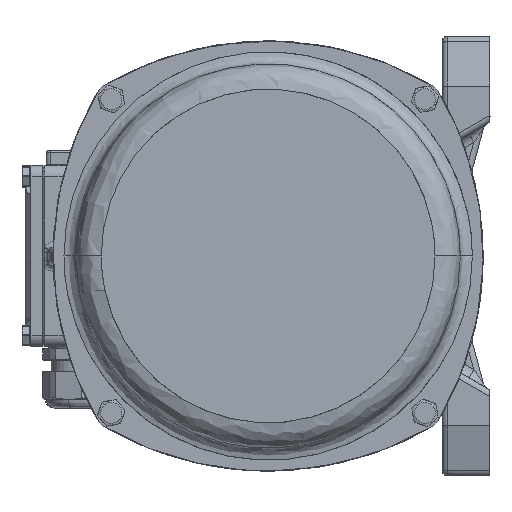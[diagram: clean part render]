
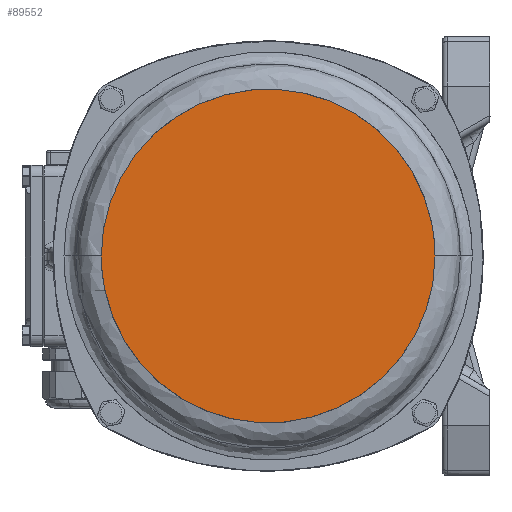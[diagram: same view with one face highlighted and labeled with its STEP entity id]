
A CAD part, left-side view. The second image highlights one B-rep face of the part: STEP entity #89552.
In plain terms, the highlighted planar face has unit normal (-1, 0, 0).
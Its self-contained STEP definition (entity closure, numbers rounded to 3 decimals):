
#1809 = CARTESIAN_POINT ( 'NONE',  ( 237.128, 133.13, -86.126 ) ) ;
#10041 = CARTESIAN_POINT ( 'NONE',  ( 237.128, 196.738, 33.443 ) ) ;
#12876 = CARTESIAN_POINT ( 'NONE',  ( 237.128, 116.001, -87.812 ) ) ;
#13412 = CARTESIAN_POINT ( 'NONE',  ( 237.128, 203.25, 0. ) ) ;
#18914 = PLANE ( 'NONE',  #161274 ) ;
#20010 = DIRECTION ( 'NONE',  ( 0., 0., -1. ) ) ;
#20666 = CARTESIAN_POINT ( 'NONE',  ( 237.128, 203.25, 0. ) ) ;
#25121 = CARTESIAN_POINT ( 'NONE',  ( 237.128, 186.334, -52.163 ) ) ;
#37879 = CARTESIAN_POINT ( 'NONE',  ( 237.128, 196.738, -33.443 ) ) ;
#39494 = CARTESIAN_POINT ( 'NONE',  ( 237.128, 34.872, -33.604 ) ) ;
#41628 = EDGE_LOOP ( 'NONE', ( #142608, #143583 ) ) ;
#45610 = CARTESIAN_POINT ( 'NONE',  ( 237.128, 53.907, 62.093 ) ) ;
#46146 = CARTESIAN_POINT ( 'NONE',  ( 237.128, 42.987, 48.786 ) ) ;
#47233 = CARTESIAN_POINT ( 'NONE',  ( 237.128, 157.195, 77.071 ) ) ;
#47999 = B_SPLINE_CURVE_WITH_KNOTS ( 'NONE', 3,
 ( #20666, #97544, #110303, #122960, #159516, #10041, #134621, #60490, #85908, #83743, #109211, #47233, #135711, #148442, #98091, #136243, #121899, #108669, #45610, #46146, #58858, #86989, #162782, #75925 ),
 .UNSPECIFIED., .F., .F.,
 ( 4, 1, 1, 1, 1, 1, 1, 1, 1, 1, 1, 1, 1, 1, 1, 1, 1, 1, 1, 1, 1, 4 ),
 ( 0., 0.031, 0.063, 0.094, 0.125, 0.156, 0.203, 0.25, 0.281, 0.313, 0.344, 0.375, 0.438, 0.5, 0.563, 0.625, 0.688, 0.75, 0.813, 0.875, 0.938, 1. ),
 .UNSPECIFIED. ) ;
#50612 = CARTESIAN_POINT ( 'NONE',  ( 237.128, 28.75, -5.71 ) ) ;
#52760 = CARTESIAN_POINT ( 'NONE',  ( 237.128, 157.195, -77.071 ) ) ;
#58858 = CARTESIAN_POINT ( 'NONE',  ( 237.128, 34.872, 33.604 ) ) ;
#60490 = CARTESIAN_POINT ( 'NONE',  ( 237.128, 186.334, 52.163 ) ) ;
#63307 = CARTESIAN_POINT ( 'NONE',  ( 237.128, 29.875, -17.131 ) ) ;
#63849 = CARTESIAN_POINT ( 'NONE',  ( 237.128, 203.25, -2.854 ) ) ;
#64931 = CARTESIAN_POINT ( 'NONE',  ( 237.128, 98.869, -86.125 ) ) ;
#69856 = CARTESIAN_POINT ( 'NONE',  ( 237.128, 290.5, 174.5 ) ) ;
#75925 = CARTESIAN_POINT ( 'NONE',  ( 237.128, 28.75, 0. ) ) ;
#77858 = CARTESIAN_POINT ( 'NONE',  ( 237.128, 28.75, 0. ) ) ;
#79130 = VERTEX_POINT ( 'NONE', #155019 ) ;
#83743 = CARTESIAN_POINT ( 'NONE',  ( 237.128, 171.44, 67.553 ) ) ;
#85908 = CARTESIAN_POINT ( 'NONE',  ( 237.128, 178.851, 60.837 ) ) ;
#86989 = CARTESIAN_POINT ( 'NONE',  ( 237.128, 29.875, 17.131 ) ) ;
#89257 = CARTESIAN_POINT ( 'NONE',  ( 237.128, 53.907, -62.093 ) ) ;
#89552 = ADVANCED_FACE ( 'NONE', ( #97067 ), #18914, .T. ) ;
#92337 = EDGE_CURVE ( 'NONE', #156498, #79130, #112617, .T. ) ;
#96354 = DIRECTION ( 'NONE',  ( -1., 0., 0. ) ) ;
#97067 = FACE_OUTER_BOUND ( 'NONE', #41628, .T. ) ;
#97544 = CARTESIAN_POINT ( 'NONE',  ( 237.128, 203.25, 2.854 ) ) ;
#98091 = CARTESIAN_POINT ( 'NONE',  ( 237.128, 116.001, 87.812 ) ) ;
#108669 = CARTESIAN_POINT ( 'NONE',  ( 237.128, 67.214, 73.013 ) ) ;
#109211 = CARTESIAN_POINT ( 'NONE',  ( 237.128, 164.552, 72.662 ) ) ;
#110303 = CARTESIAN_POINT ( 'NONE',  ( 237.128, 202.97, 8.566 ) ) ;
#112617 = B_SPLINE_CURVE_WITH_KNOTS ( 'NONE', 3,
 ( #115248, #50612, #63307, #39494, #114720, #89257, #127957, #140706, #64931, #12876, #1809, #126867, #52760, #151292, #139614, #163980, #25121, #113648, #37879, #126332, #114192, #152367, #63849, #13412 ),
 .UNSPECIFIED., .F., .F.,
 ( 4, 1, 1, 1, 1, 1, 1, 1, 1, 1, 1, 1, 1, 1, 1, 1, 1, 1, 1, 1, 1, 4 ),
 ( 0., 0.062, 0.125, 0.187, 0.25, 0.312, 0.375, 0.437, 0.5, 0.562, 0.625, 0.656, 0.687, 0.719, 0.75, 0.797, 0.844, 0.875, 0.906, 0.937, 0.969, 1. ),
 .UNSPECIFIED. ) ;
#113648 = CARTESIAN_POINT ( 'NONE',  ( 237.128, 192.462, -42.485 ) ) ;
#114192 = CARTESIAN_POINT ( 'NONE',  ( 237.128, 201.711, -17.049 ) ) ;
#114720 = CARTESIAN_POINT ( 'NONE',  ( 237.128, 42.987, -48.786 ) ) ;
#115248 = CARTESIAN_POINT ( 'NONE',  ( 237.128, 28.75, 0. ) ) ;
#121899 = CARTESIAN_POINT ( 'NONE',  ( 237.128, 82.396, 81.128 ) ) ;
#122960 = CARTESIAN_POINT ( 'NONE',  ( 237.128, 201.711, 17.049 ) ) ;
#126332 = CARTESIAN_POINT ( 'NONE',  ( 237.128, 199.627, -25.368 ) ) ;
#126867 = CARTESIAN_POINT ( 'NONE',  ( 237.128, 146.868, -81.957 ) ) ;
#127957 = CARTESIAN_POINT ( 'NONE',  ( 237.128, 67.214, -73.013 ) ) ;
#134621 = CARTESIAN_POINT ( 'NONE',  ( 237.128, 192.462, 42.485 ) ) ;
#135711 = CARTESIAN_POINT ( 'NONE',  ( 237.128, 146.868, 81.957 ) ) ;
#136243 = CARTESIAN_POINT ( 'NONE',  ( 237.128, 98.869, 86.125 ) ) ;
#139614 = CARTESIAN_POINT ( 'NONE',  ( 237.128, 171.44, -67.553 ) ) ;
#140706 = CARTESIAN_POINT ( 'NONE',  ( 237.128, 82.396, -81.128 ) ) ;
#142608 = ORIENTED_EDGE ( 'NONE', *, *, #92337, .F. ) ;
#143583 = ORIENTED_EDGE ( 'NONE', *, *, #156214, .F. ) ;
#148442 = CARTESIAN_POINT ( 'NONE',  ( 237.128, 133.13, 86.126 ) ) ;
#151292 = CARTESIAN_POINT ( 'NONE',  ( 237.128, 164.552, -72.662 ) ) ;
#152367 = CARTESIAN_POINT ( 'NONE',  ( 237.128, 202.97, -8.566 ) ) ;
#155019 = CARTESIAN_POINT ( 'NONE',  ( 237.128, 203.25, 0. ) ) ;
#156214 = EDGE_CURVE ( 'NONE', #79130, #156498, #47999, .T. ) ;
#156498 = VERTEX_POINT ( 'NONE', #77858 ) ;
#159516 = CARTESIAN_POINT ( 'NONE',  ( 237.128, 199.627, 25.368 ) ) ;
#161274 = AXIS2_PLACEMENT_3D ( 'NONE', #69856, #96354, #20010 ) ;
#162782 = CARTESIAN_POINT ( 'NONE',  ( 237.128, 28.75, 5.71 ) ) ;
#163980 = CARTESIAN_POINT ( 'NONE',  ( 237.128, 178.851, -60.837 ) ) ;
